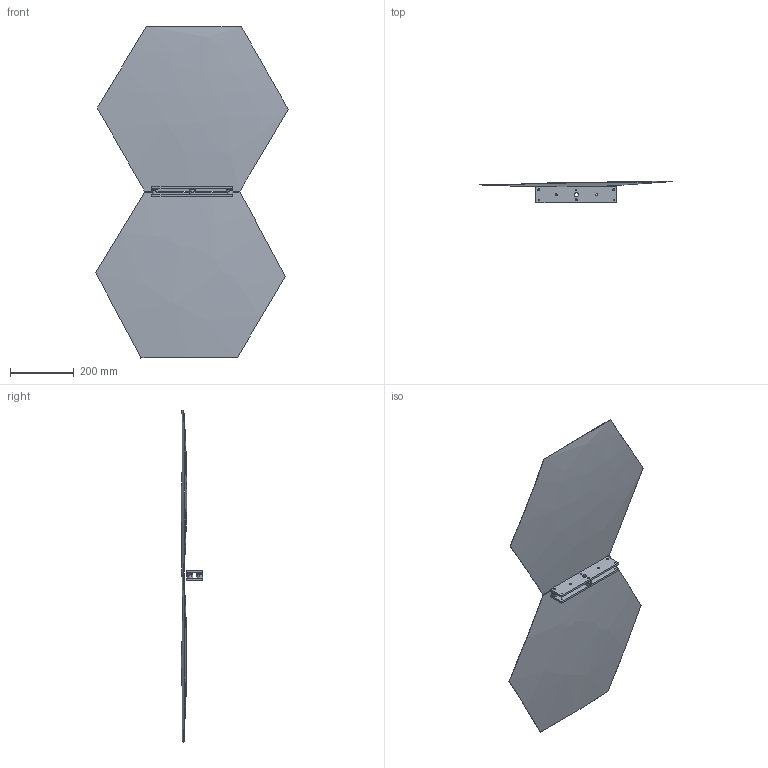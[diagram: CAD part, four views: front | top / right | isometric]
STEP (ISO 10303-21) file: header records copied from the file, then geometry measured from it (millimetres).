
FILE_DESCRIPTION (( 'STEP AP214' ), '1' );
FILE_NAME ('Joint_plate_assembly_Stepfile.STEP', '2023-06-21T18:55:39', ( '' ), ( '' ), 'SwSTEP 2.0', 'SolidWorks 2021', '' );
FILE_SCHEMA (( 'AUTOMOTIVE_DESIGN' ));
Length unit declared in the file: inch
Products named in the file (6): Primary_Reflector_V1 Method 7 2m Focal_2-2; VB-375-SM_VB-375-CPM; Plate_Antenna_Edge; Primary_Reflector_V1 Method 7 2m Focal_3-3 Center; CS-750-SMv4; Joint_plate_assembly_Stepfile
Assembly tree (10 placements, depth 2):
  Joint_plate_assembly_Stepfile
    Plate_Antenna_Edge  x2
    CS-750-SMv4  x3
    VB-375-SM_VB-375-CPM  x3
    Primary_Reflector_V1 Method 7 2m Focal_3-3 Center
    Primary_Reflector_V1 Method 7 2m Focal_2-2
Bounding box: 605.63 x 68.39 x 1043.74 mm (x, y, z)
Volume: 640512.9 mm3; surface area: 1006605.6 mm2
Topology: 10 solids, 10 shells, 217 faces, 540 edges, 340 vertices
Faces by surface type: cylinder 78, cone 69, plane 54, sphere 12, bspline 4
Entity records: 3384 total; most frequent: CARTESIAN_POINT 738, DIRECTION 485, ORIENTED_EDGE 448, EDGE_CURVE 224, AXIS2_PLACEMENT_3D 203, VERTEX_POINT 144, EDGE_LOOP 118, CIRCLE 103
